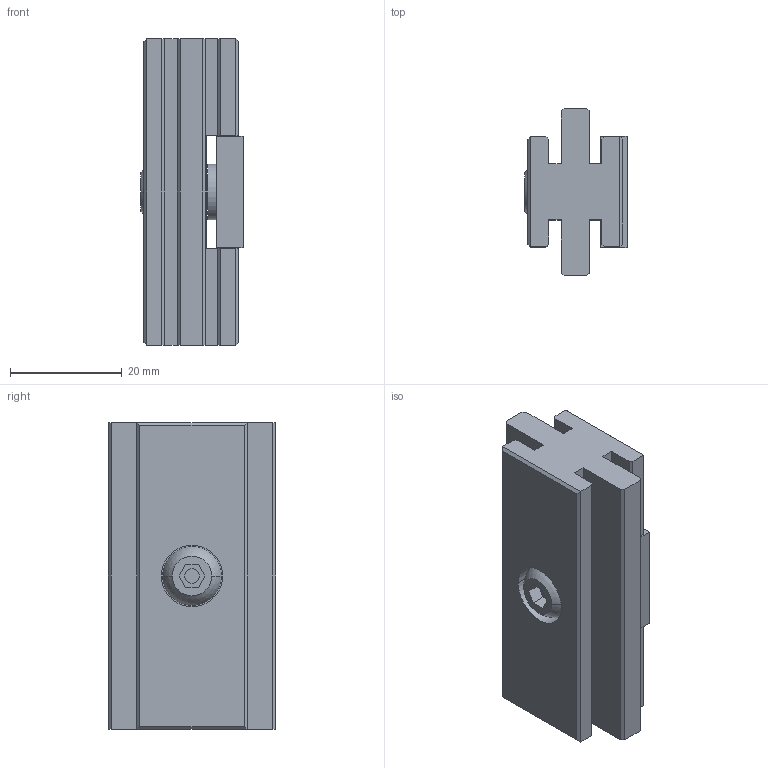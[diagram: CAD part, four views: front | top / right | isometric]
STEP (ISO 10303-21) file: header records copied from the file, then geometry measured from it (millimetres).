
FILE_DESCRIPTION(('Creo Elements/Direct Modeling STEP Export'),'2;1');
FILE_NAME('44.0606_Fixstückeinheit-MMS-44_.stp','2022-03-21T 9:03:19',(''),(''),'PTC Creo Elements/Direct Modeling STEP processor for AP214 (Solid Model)','PTC Creo Elements/Direct Modeling 19.0C 15-Aug-2015 (C) Parametric Technology GmbH','');
FILE_SCHEMA(('AUTOMOTIVE_DESIGN { 1 0 10303 214 1 1 1 1 }'));
Length unit declared in the file: millimetre
Products named in the file (4): Klemmgleitstein-MMS-44_17x30-leitfähig-M6_96.4118_PX175659; Vierkantnutenstein-MMS-44_M6_44.0060_PX172982; Linsenschraube-ISO7380_M6x14-8.8-verz_222304_PX175658; Fixstückeinheit-MMS-44_44.0606_PX175660
Assembly tree (3 placements, depth 2):
  Fixstückeinheit-MMS-44_44.0606_PX175660
    Linsenschraube-ISO7380_M6x14-8.8-verz_222304_PX175658
    Vierkantnutenstein-MMS-44_M6_44.0060_PX172982
    Klemmgleitstein-MMS-44_17x30-leitfähig-M6_96.4118_PX175659
Bounding box: 18.3 x 30 x 55 mm (x, y, z)
Volume: 18858 mm3; surface area: 9391.3 mm2
Topology: 3 solids, 3 shells, 93 faces, 228 edges, 146 vertices
Faces by surface type: plane 69, cylinder 14, cone 6, sphere 2, torus 2
Entity records: 2721 total; most frequent: ORIENTED_EDGE 456, CARTESIAN_POINT 446, DIRECTION 415, EDGE_CURVE 228, VECTOR 185, LINE 185, VERTEX_POINT 146, AXIS2_PLACEMENT_3D 115
